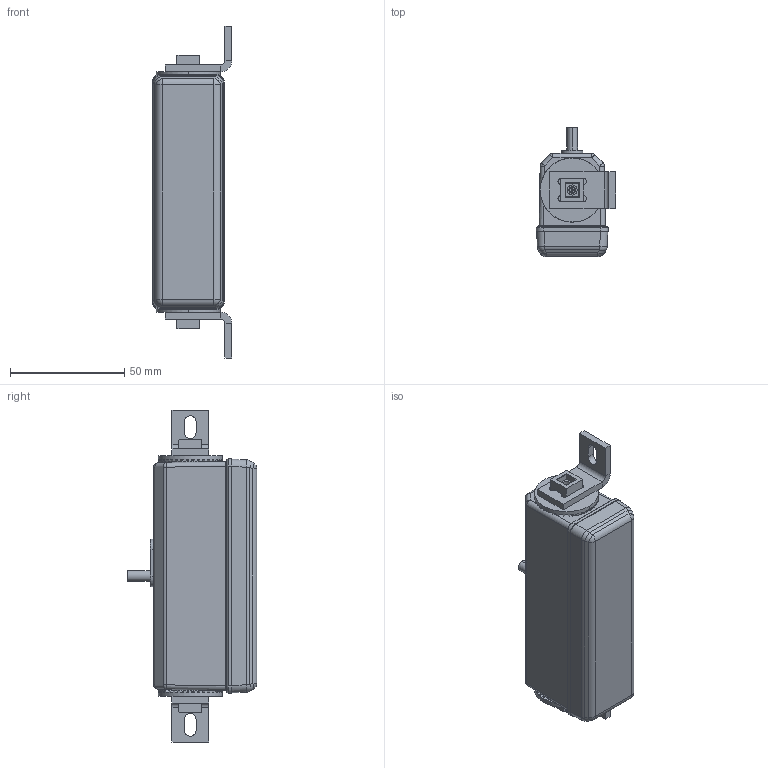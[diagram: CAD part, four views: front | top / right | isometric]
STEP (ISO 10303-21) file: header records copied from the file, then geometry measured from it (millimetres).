
FILE_DESCRIPTION((''),'2;1');
FILE_NAME('CAD0834A_ASM_ASM','2022-05-11T15:31:58',('agebhardt'),(''),'CREO PARAMETRIC BY PTC INC, 2019292','CREO PARAMETRIC BY PTC INC, 2019292','');
FILE_SCHEMA(('CONFIG_CONTROL_DESIGN','SHAPE_APPEARANCE_LAYERS_GROUPS'));
Length unit declared in the file: millimetre
Products named in the file (11): CAD-0834A_SW0001_1_1_AF0_1_AF0; CAD-0834A_SW0001_1_2_1; CAD-0834A_SW0001_1_ASM_1_AF0_ASM; CAD0834A_ASM_1_ASM; DB003481_GEHAEUSE_PIR30_1; DB002955_KABELTUELLE_AIR30_1; DB003478_AIR30_GEHAE_M_KABELTU__ASM; 07B0W6_ASM; 04BFZ1A; 04BH53C; CAD0834A_ASM_ASM
Assembly tree (12 placements, depth 4):
  CAD0834A_ASM_ASM
    CAD0834A_ASM_1_ASM
      CAD-0834A_SW0001_1_ASM_1_AF0_ASM
        CAD-0834A_SW0001_1_1_AF0_1_AF0
        CAD-0834A_SW0001_1_2_1
    07B0W6_ASM
      DB003478_AIR30_GEHAE_M_KABELTU__ASM
        DB003481_GEHAEUSE_PIR30_1
        DB002955_KABELTUELLE_AIR30_1
    04BFZ1A  x2
    04BH53C  x2
Bounding box: 34.77 x 56.52 x 145 mm (x, y, z)
Volume: 64455.8 mm3; surface area: 41981.8 mm2
Topology: 11 solids, 11 shells, 1280 faces, 3479 edges, 2242 vertices
Faces by surface type: plane 1018, cylinder 148, cone 88, sphere 16, torus 6, bspline 4
Entity records: 45906 total; most frequent: CARTESIAN_POINT 10637, ORIENTED_EDGE 6042, DIRECTION 4631, EDGE_CURVE 3021, PRESENTATION_STYLE_ASSIGNMENT 2879, STYLED_ITEM 2879, CURVE_STYLE 2823, VERTEX_POINT 1948
